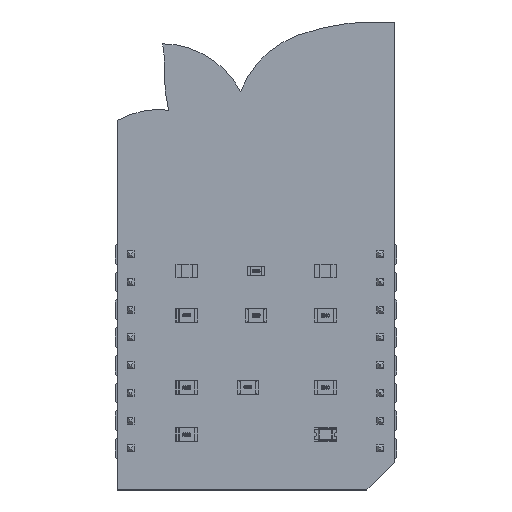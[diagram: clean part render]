
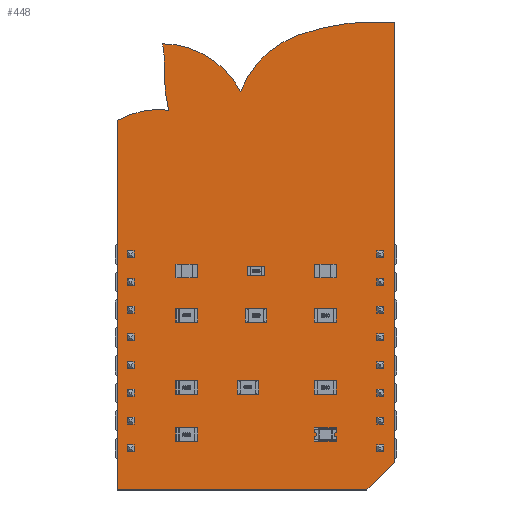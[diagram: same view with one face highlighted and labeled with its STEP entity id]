
A CAD part, top view. The second image highlights one B-rep face of the part: STEP entity #448.
In plain terms, the highlighted planar face has unit normal (0, 0, 1).
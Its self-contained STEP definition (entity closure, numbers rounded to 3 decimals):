
#83 = VERTEX_POINT('',#84);
#84 = CARTESIAN_POINT('',(-1.27,-3.81,0.));
#90 = EDGE_CURVE('',#83,#91,#93,.T.);
#91 = VERTEX_POINT('',#92);
#92 = CARTESIAN_POINT('',(-1.27,30.046,0.));
#93 = LINE('',#94,#95);
#94 = CARTESIAN_POINT('',(-1.27,-3.81,0.));
#95 = VECTOR('',#96,1.);
#96 = DIRECTION('',(0.,1.,0.));
#121 = EDGE_CURVE('',#91,#122,#124,.T.);
#122 = VERTEX_POINT('',#123);
#123 = CARTESIAN_POINT('',(3.429,30.988,0.));
#124 = CIRCLE('',#125,7.697);
#125 = AXIS2_PLACEMENT_3D('',#126,#127,#128);
#126 = CARTESIAN_POINT('',(2.517,23.346,0.));
#127 = DIRECTION('',(0.,0.,-1.));
#128 = DIRECTION('',(-0.492,0.871,0.));
#154 = EDGE_CURVE('',#122,#155,#157,.T.);
#155 = VERTEX_POINT('',#156);
#156 = CARTESIAN_POINT('',(3.05,35.172,0.));
#157 = CIRCLE('',#158,14.258);
#158 = AXIS2_PLACEMENT_3D('',#159,#160,#161);
#159 = CARTESIAN_POINT('',(17.284,34.352,0.));
#160 = DIRECTION('',(0.,0.,-1.));
#161 = DIRECTION('',(-0.972,-0.236,0.));
#187 = EDGE_CURVE('',#155,#188,#190,.T.);
#188 = VERTEX_POINT('',#189);
#189 = CARTESIAN_POINT('',(2.864,37.072,0.));
#190 = CIRCLE('',#191,10.819);
#191 = AXIS2_PLACEMENT_3D('',#192,#193,#194);
#192 = CARTESIAN_POINT('',(-7.769,35.072,0.));
#193 = DIRECTION('',(0.,0.,1.));
#194 = DIRECTION('',(1.,0.009,0.));
#220 = EDGE_CURVE('',#188,#221,#223,.T.);
#221 = VERTEX_POINT('',#222);
#222 = CARTESIAN_POINT('',(10.004,32.706,0.));
#223 = CIRCLE('',#224,8.197);
#224 = AXIS2_PLACEMENT_3D('',#225,#226,#227);
#225 = CARTESIAN_POINT('',(2.757,28.876,0.));
#226 = DIRECTION('',(0.,0.,-1.));
#227 = DIRECTION('',(0.013,1.,0.));
#253 = EDGE_CURVE('',#221,#254,#256,.T.);
#254 = VERTEX_POINT('',#255);
#255 = CARTESIAN_POINT('',(15.264,37.846,0.));
#256 = CIRCLE('',#257,8.919);
#257 = AXIS2_PLACEMENT_3D('',#258,#259,#260);
#258 = CARTESIAN_POINT('',(18.313,29.464,0.));
#259 = DIRECTION('',(0.,0.,-1.));
#260 = DIRECTION('',(-0.932,0.363,0.));
#286 = EDGE_CURVE('',#254,#287,#289,.T.);
#287 = VERTEX_POINT('',#288);
#288 = CARTESIAN_POINT('',(22.353,39.063,0.));
#289 = CIRCLE('',#290,19.798);
#290 = AXIS2_PLACEMENT_3D('',#291,#292,#293);
#291 = CARTESIAN_POINT('',(22.103,19.266,0.));
#292 = DIRECTION('',(0.,0.,-1.));
#293 = DIRECTION('',(-0.345,0.938,0.));
#319 = EDGE_CURVE('',#287,#320,#322,.T.);
#320 = VERTEX_POINT('',#321);
#321 = CARTESIAN_POINT('',(24.13,39.063,0.));
#322 = LINE('',#323,#324);
#323 = CARTESIAN_POINT('',(22.353,39.063,0.));
#324 = VECTOR('',#325,1.);
#325 = DIRECTION('',(1.,0.,0.));
#350 = EDGE_CURVE('',#320,#351,#353,.T.);
#351 = VERTEX_POINT('',#352);
#352 = CARTESIAN_POINT('',(24.13,-1.275,0.));
#353 = LINE('',#354,#355);
#354 = CARTESIAN_POINT('',(24.13,39.063,0.));
#355 = VECTOR('',#356,1.);
#356 = DIRECTION('',(0.,-1.,0.));
#381 = EDGE_CURVE('',#351,#382,#384,.T.);
#382 = VERTEX_POINT('',#383);
#383 = CARTESIAN_POINT('',(21.59,-3.81,0.));
#384 = LINE('',#385,#386);
#385 = CARTESIAN_POINT('',(24.13,-1.275,0.));
#386 = VECTOR('',#387,1.);
#387 = DIRECTION('',(-0.708,-0.706,0.));
#412 = EDGE_CURVE('',#382,#83,#413,.T.);
#413 = LINE('',#414,#415);
#414 = CARTESIAN_POINT('',(21.59,-3.81,0.));
#415 = VECTOR('',#416,1.);
#416 = DIRECTION('',(-1.,0.,0.));
#448 = ADVANCED_FACE('',(#449),#462,.T.);
#449 = FACE_BOUND('',#450,.F.);
#450 = EDGE_LOOP('',(#451,#452,#453,#454,#455,#456,#457,#458,#459,#460,
    #461));
#451 = ORIENTED_EDGE('',*,*,#90,.T.);
#452 = ORIENTED_EDGE('',*,*,#121,.T.);
#453 = ORIENTED_EDGE('',*,*,#154,.T.);
#454 = ORIENTED_EDGE('',*,*,#187,.T.);
#455 = ORIENTED_EDGE('',*,*,#220,.T.);
#456 = ORIENTED_EDGE('',*,*,#253,.T.);
#457 = ORIENTED_EDGE('',*,*,#286,.T.);
#458 = ORIENTED_EDGE('',*,*,#319,.T.);
#459 = ORIENTED_EDGE('',*,*,#350,.T.);
#460 = ORIENTED_EDGE('',*,*,#381,.T.);
#461 = ORIENTED_EDGE('',*,*,#412,.T.);
#462 = PLANE('',#463);
#463 = AXIS2_PLACEMENT_3D('',#464,#465,#466);
#464 = CARTESIAN_POINT('',(-1.27,-3.81,0.));
#465 = DIRECTION('',(0.,0.,1.));
#466 = DIRECTION('',(1.,0.,0.));
